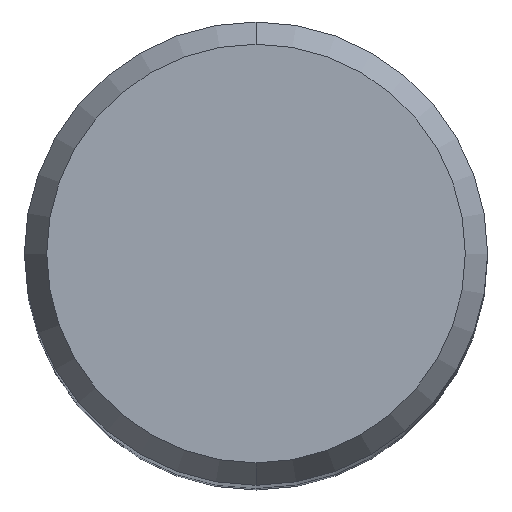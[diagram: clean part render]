
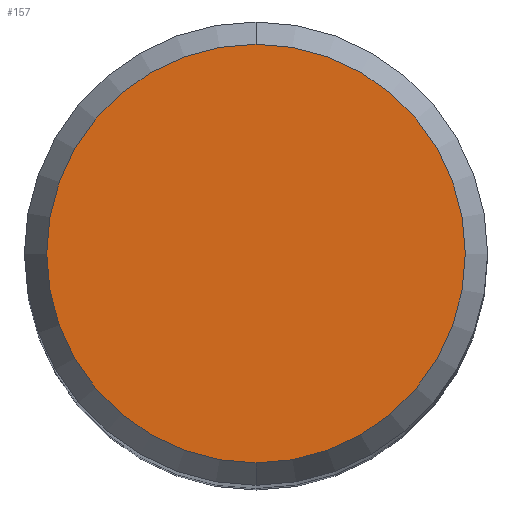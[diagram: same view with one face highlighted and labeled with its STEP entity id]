
A CAD part, top view. The second image highlights one B-rep face of the part: STEP entity #157.
In plain terms, the highlighted planar face has unit normal (0, 0, 1).
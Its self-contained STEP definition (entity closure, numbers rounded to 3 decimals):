
#157=ADVANCED_FACE('',(#368),#369,.T.);
#235=VERTEX_POINT('',#455);
#257=VERTEX_POINT('',#479);
#259=EDGE_CURVE('',#235,#257,#481,.T.);
#281=EDGE_CURVE('',#257,#235,#506,.T.);
#368=FACE_OUTER_BOUND('',#595,.T.);
#369=PLANE('',#596);
#455=CARTESIAN_POINT('',(0.,-4.304,0.01));
#479=CARTESIAN_POINT('',(0.0,4.304,0.01));
#481=CIRCLE('',#748,4.304);
#506=CIRCLE('',#776,4.304);
#595=EDGE_LOOP('',(#880,#881));
#596=AXIS2_PLACEMENT_3D('',#882,#883,#884);
#748=AXIS2_PLACEMENT_3D('',#1012,#1013,#1014);
#776=AXIS2_PLACEMENT_3D('',#1045,#1046,#1047);
#880=ORIENTED_EDGE('',*,*,#281,.F.);
#881=ORIENTED_EDGE('',*,*,#259,.F.);
#882=CARTESIAN_POINT('',(0.0,2.152,0.01));
#883=DIRECTION('',(-0.0,0.0,1.0));
#884=DIRECTION('',(0.0,-1.0,0.0));
#1012=CARTESIAN_POINT('',(0.0,0.0,0.01));
#1013=DIRECTION('',(0.0,0.0,-1.0));
#1014=DIRECTION('',(0.0,1.0,0.0));
#1045=CARTESIAN_POINT('',(0.0,0.0,0.01));
#1046=DIRECTION('',(0.0,0.0,-1.0));
#1047=DIRECTION('',(0.0,1.0,0.0));
